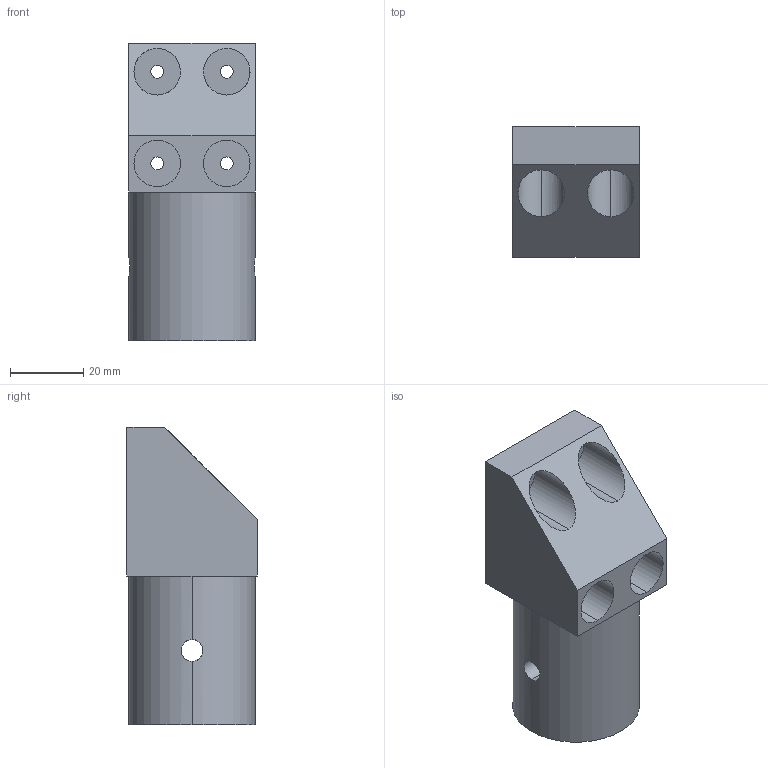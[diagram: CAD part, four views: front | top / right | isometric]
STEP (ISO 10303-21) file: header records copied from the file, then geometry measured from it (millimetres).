
FILE_DESCRIPTION (( 'STEP AP203' ), '1' );
FILE_NAME ('BoomMotorMount.STEP', '2025-03-16T21:31:50', ( '' ), ( '' ), 'SwSTEP 2.0', 'SolidWorks 2024', '' );
FILE_SCHEMA (( 'CONFIG_CONTROL_DESIGN' ));
Length unit declared in the file: inch
Products named in the file (1): BoomMotorMount
Bounding box: 34.54 x 35.56 x 81.28 mm (x, y, z)
Volume: 53452 mm3; surface area: 17575.2 mm2
Topology: 1 solids, 1 shells, 38 faces, 93 edges, 58 vertices
Faces by surface type: cylinder 24, plane 14
Entity records: 1456 total; most frequent: CARTESIAN_POINT 454, DIRECTION 195, ORIENTED_EDGE 186, EDGE_CURVE 93, AXIS2_PLACEMENT_3D 75, VERTEX_POINT 58, EDGE_LOOP 51, VECTOR 45
